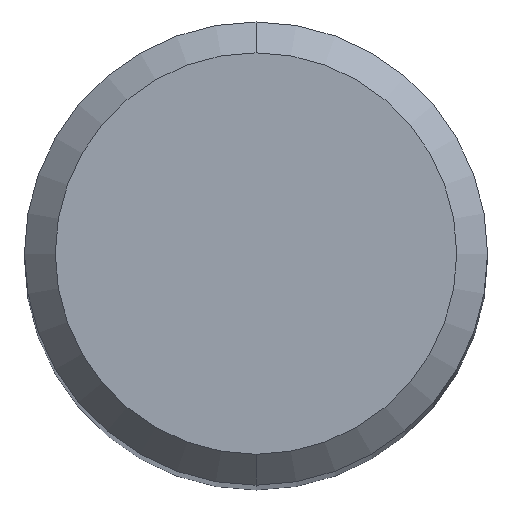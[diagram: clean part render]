
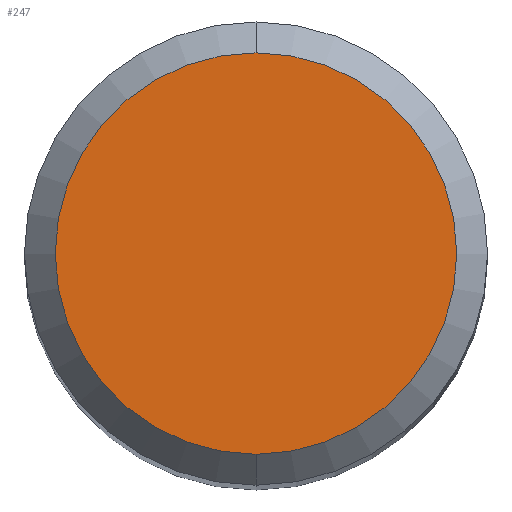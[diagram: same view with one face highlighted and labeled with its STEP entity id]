
A CAD part, top view. The second image highlights one B-rep face of the part: STEP entity #247.
In plain terms, the highlighted planar face has unit normal (0, 0, 1).
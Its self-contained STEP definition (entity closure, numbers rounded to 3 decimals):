
#187=EDGE_CURVE('',#245,#287,#510,.T.);
#245=VERTEX_POINT('',#573);
#247=ADVANCED_FACE('',(#575),#576,.T.);
#287=VERTEX_POINT('',#618);
#429=EDGE_CURVE('',#287,#245,#779,.T.);
#510=CIRCLE('',#859,2.6);
#573=CARTESIAN_POINT('',(0.,-2.6,0.0));
#575=FACE_OUTER_BOUND('',#1023,.T.);
#576=PLANE('',#1024);
#618=CARTESIAN_POINT('',(0.0,2.6,0.0));
#779=CIRCLE('',#1359,2.6);
#859=AXIS2_PLACEMENT_3D('',#1506,#1507,#1508);
#1023=EDGE_LOOP('',(#1575,#1576));
#1024=AXIS2_PLACEMENT_3D('',#1577,#1578,#1579);
#1359=AXIS2_PLACEMENT_3D('',#1833,#1834,#1835);
#1506=CARTESIAN_POINT('',(0.0,0.0,0.0));
#1507=DIRECTION('',(0.0,0.0,-1.0));
#1508=DIRECTION('',(0.0,1.0,0.0));
#1575=ORIENTED_EDGE('',*,*,#429,.F.);
#1576=ORIENTED_EDGE('',*,*,#187,.F.);
#1577=CARTESIAN_POINT('',(0.0,1.3,0.0));
#1578=DIRECTION('',(-0.0,0.0,1.0));
#1579=DIRECTION('',(0.0,-1.0,0.0));
#1833=CARTESIAN_POINT('',(0.0,0.0,0.0));
#1834=DIRECTION('',(0.0,0.0,-1.0));
#1835=DIRECTION('',(0.0,1.0,0.0));
